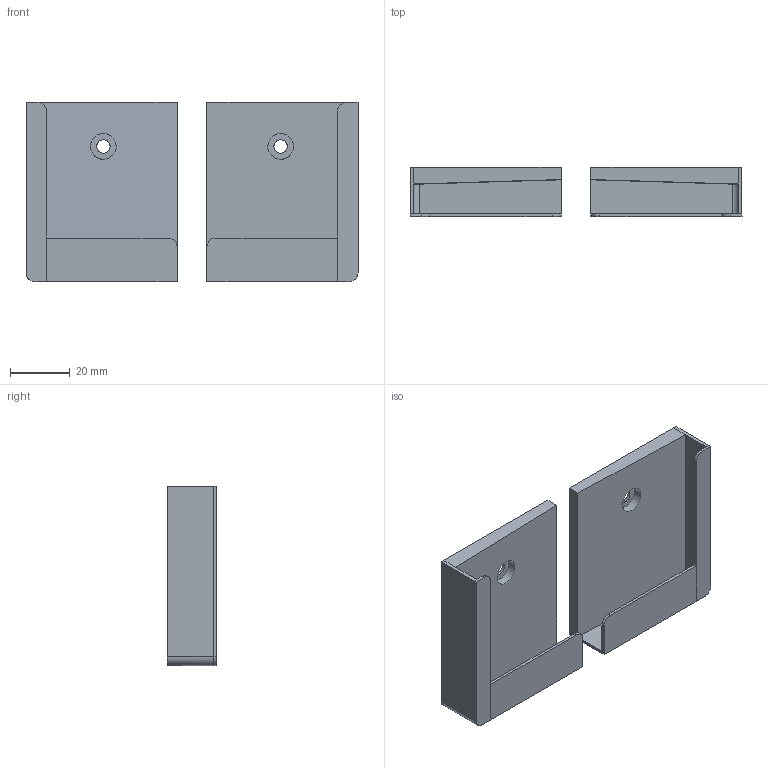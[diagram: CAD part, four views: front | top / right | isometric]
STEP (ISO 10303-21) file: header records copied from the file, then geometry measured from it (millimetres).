
FILE_DESCRIPTION(/* description */ (''),/* implementation_level */ '2;1');
FILE_NAME(/* name */ 'stand deisgn 2 v3.1',/* time_stamp */ '2025-01-01T11:32:10-05:00',/* author */ (''),/* organization */ (''),/* preprocessor_version */ 'ST-DEVELOPER v15',/* originating_system */ '',/* authorisation */ '');
FILE_SCHEMA (('AUTOMOTIVE_DESIGN'));
Length unit declared in the file: millimetre
Products named in the file (1): Document
Bounding box: 111.2 x 16.55 x 60.03 mm (x, y, z)
Volume: 32814.7 mm3; surface area: 23355.4 mm2
Topology: 2 solids, 2 shells, 84 faces, 192 edges, 120 vertices
Faces by surface type: bspline 56, plane 28
Entity records: 2296 total; most frequent: CARTESIAN_POINT 1179, ORIENTED_EDGE 384, EDGE_CURVE 192, VERTEX_POINT 120, EDGE_LOOP 96, ADVANCED_FACE 84, FACE_OUTER_BOUND 84, B_SPLINE_CURVE_WITH_KNOTS 36
